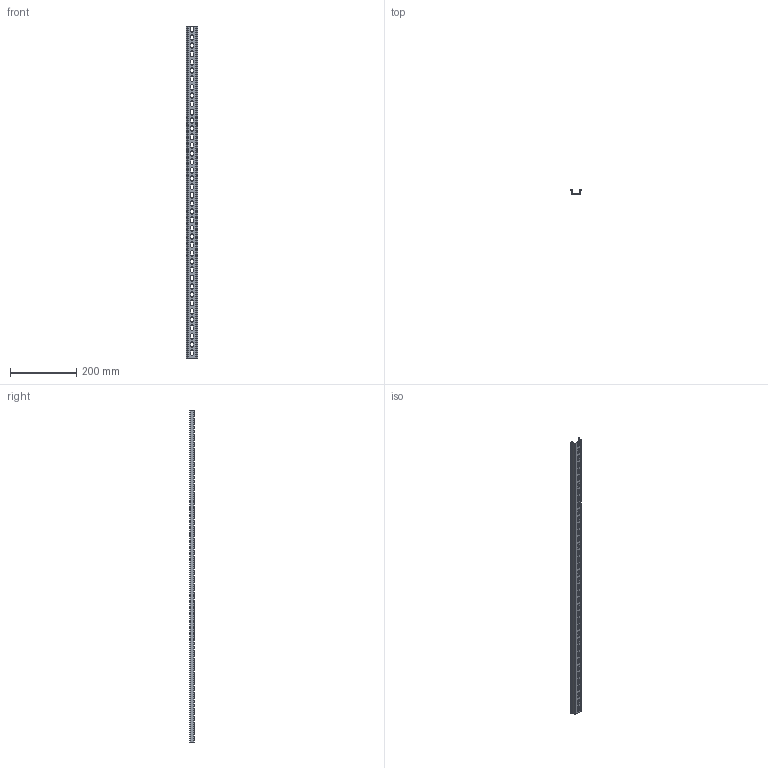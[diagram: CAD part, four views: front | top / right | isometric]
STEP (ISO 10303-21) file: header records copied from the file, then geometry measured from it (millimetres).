
FILE_DESCRIPTION (( 'STEP AP203' ), '1' );
FILE_NAME ('35x15 Delikli Montaj Raylarý - 1 m.STEP', '2019-03-27T10:34:09', ( '' ), ( '' ), 'SwSTEP 2.0', 'SolidWorks 2011', '' );
FILE_SCHEMA (( 'CONFIG_CONTROL_DESIGN' ));
Length unit declared in the file: millimetre
Products named in the file (1): 35x15 Delikli Montaj Raylarý - 1 m
Bounding box: 35 x 15 x 1000 mm (x, y, z)
Volume: 80752.4 mm3; surface area: 113811.1 mm2
Topology: 1 solids, 1 shells, 224 faces, 666 edges, 444 vertices
Faces by surface type: cylinder 128, plane 96
Entity records: 7843 total; most frequent: DIRECTION 1372, CARTESIAN_POINT 1335, ORIENTED_EDGE 1332, EDGE_CURVE 666, AXIS2_PLACEMENT_3D 481, VERTEX_POINT 444, LINE 410, VECTOR 410
